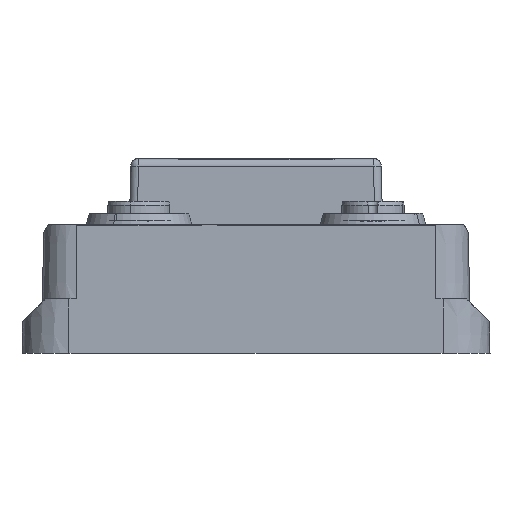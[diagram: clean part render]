
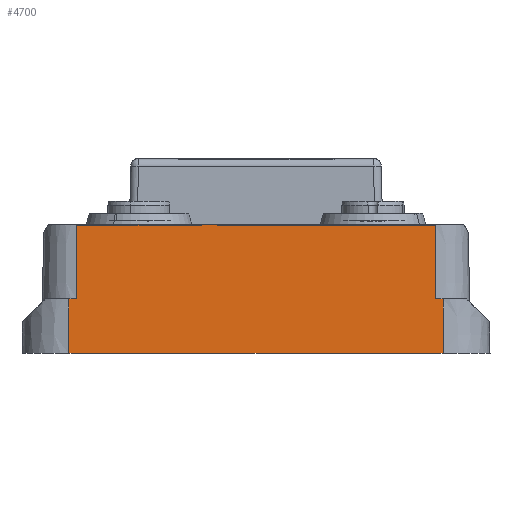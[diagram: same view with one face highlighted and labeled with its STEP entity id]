
A CAD part, front view. The second image highlights one B-rep face of the part: STEP entity #4700.
In plain terms, the highlighted planar face has unit normal (0, -1, 0.018).
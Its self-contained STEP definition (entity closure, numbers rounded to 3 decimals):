
#4632=AXIS2_PLACEMENT_3D('Plane Axis2P3D',#4629,#4630,#4631) ;
#1377=CARTESIAN_POINT('Vertex',(7.,0.288,16.5)) ;
#1380=CARTESIAN_POINT('Line Origine',(30.,0.288,16.5)) ;
#1384=CARTESIAN_POINT('Vertex',(53.,0.288,16.5)) ;
#4591=CARTESIAN_POINT('Line Origine',(53.,0.144,8.25)) ;
#4595=CARTESIAN_POINT('Vertex',(53.,0.122,7.)) ;
#4629=CARTESIAN_POINT('Axis2P3D Location',(60.,0.,0.)) ;
#4634=CARTESIAN_POINT('Line Origine',(30.,0.,0.)) ;
#4638=CARTESIAN_POINT('Vertex',(54.,0.,0.)) ;
#4640=CARTESIAN_POINT('Vertex',(53.,0.,0.)) ;
#4643=CARTESIAN_POINT('Line Origine',(54.,0.061,3.5)) ;
#4647=CARTESIAN_POINT('Vertex',(54.,0.122,7.)) ;
#4650=CARTESIAN_POINT('Line Origine',(30.,0.122,7.)) ;
#4655=CARTESIAN_POINT('Line Origine',(7.,0.061,3.5)) ;
#4659=CARTESIAN_POINT('Vertex',(7.,0.122,7.)) ;
#4662=CARTESIAN_POINT('Line Origine',(30.,0.122,7.)) ;
#4666=CARTESIAN_POINT('Vertex',(6.,0.122,7.)) ;
#4669=CARTESIAN_POINT('Line Origine',(6.,0.061,3.5)) ;
#4673=CARTESIAN_POINT('Vertex',(6.,0.,0.)) ;
#4676=CARTESIAN_POINT('Line Origine',(30.,0.,0.)) ;
#4680=CARTESIAN_POINT('Vertex',(7.,0.,0.)) ;
#4683=CARTESIAN_POINT('Line Origine',(30.,0.,0.)) ;
#1381=DIRECTION('Vector Direction',(1.,0.,0.)) ;
#4592=DIRECTION('Vector Direction',(0.,-0.017,-1.)) ;
#4630=DIRECTION('Axis2P3D Direction',(0.,-1.,0.017)) ;
#4631=DIRECTION('Axis2P3D XDirection',(-1.,0.,0.)) ;
#4635=DIRECTION('Vector Direction',(-1.,0.,0.)) ;
#4644=DIRECTION('Vector Direction',(0.,-0.017,-1.)) ;
#4651=DIRECTION('Vector Direction',(-1.,0.,0.)) ;
#4656=DIRECTION('Vector Direction',(0.,-0.017,-1.)) ;
#4663=DIRECTION('Vector Direction',(-1.,0.,0.)) ;
#4670=DIRECTION('Vector Direction',(0.,-0.017,-1.)) ;
#4677=DIRECTION('Vector Direction',(-1.,0.,0.)) ;
#4684=DIRECTION('Vector Direction',(-1.,0.,0.)) ;
#1382=VECTOR('Line Direction',#1381,1.) ;
#4593=VECTOR('Line Direction',#4592,1.) ;
#4636=VECTOR('Line Direction',#4635,1.) ;
#4645=VECTOR('Line Direction',#4644,1.) ;
#4652=VECTOR('Line Direction',#4651,1.) ;
#4657=VECTOR('Line Direction',#4656,1.) ;
#4664=VECTOR('Line Direction',#4663,1.) ;
#4671=VECTOR('Line Direction',#4670,1.) ;
#4678=VECTOR('Line Direction',#4677,1.) ;
#4685=VECTOR('Line Direction',#4684,1.) ;
#4689=ORIENTED_EDGE('',*,*,#4642,.F.) ;
#4690=ORIENTED_EDGE('',*,*,#4649,.T.) ;
#4691=ORIENTED_EDGE('',*,*,#4654,.F.) ;
#4692=ORIENTED_EDGE('',*,*,#4597,.T.) ;
#4693=ORIENTED_EDGE('',*,*,#1386,.F.) ;
#4694=ORIENTED_EDGE('',*,*,#4661,.F.) ;
#4695=ORIENTED_EDGE('',*,*,#4668,.F.) ;
#4696=ORIENTED_EDGE('',*,*,#4675,.F.) ;
#4697=ORIENTED_EDGE('',*,*,#4682,.F.) ;
#4698=ORIENTED_EDGE('',*,*,#4687,.F.) ;
#4700=ADVANCED_FACE('Hauptk\X2\00F6\X0\rper',(#4699),#4633,.T.) ;
#1386=EDGE_CURVE('',#1378,#1385,#1383,.T.) ;
#4597=EDGE_CURVE('',#4596,#1385,#4594,.F.) ;
#4642=EDGE_CURVE('',#4639,#4641,#4637,.T.) ;
#4649=EDGE_CURVE('',#4639,#4648,#4646,.F.) ;
#4654=EDGE_CURVE('',#4596,#4648,#4653,.F.) ;
#4661=EDGE_CURVE('',#4660,#1378,#4658,.F.) ;
#4668=EDGE_CURVE('',#4667,#4660,#4665,.F.) ;
#4675=EDGE_CURVE('',#4674,#4667,#4672,.F.) ;
#4682=EDGE_CURVE('',#4681,#4674,#4679,.T.) ;
#4687=EDGE_CURVE('',#4641,#4681,#4686,.T.) ;
#4688=EDGE_LOOP('',(#4689,#4690,#4691,#4692,#4693,#4694,#4695,#4696,#4697,#4698)) ;
#4699=FACE_OUTER_BOUND('',#4688,.T.) ;
#1383=LINE('Line',#1380,#1382) ;
#4594=LINE('Line',#4591,#4593) ;
#4637=LINE('Line',#4634,#4636) ;
#4646=LINE('Line',#4643,#4645) ;
#4653=LINE('Line',#4650,#4652) ;
#4658=LINE('Line',#4655,#4657) ;
#4665=LINE('Line',#4662,#4664) ;
#4672=LINE('Line',#4669,#4671) ;
#4679=LINE('Line',#4676,#4678) ;
#4686=LINE('Line',#4683,#4685) ;
#4633=PLANE('',#4632) ;
#1378=VERTEX_POINT('',#1377) ;
#1385=VERTEX_POINT('',#1384) ;
#4596=VERTEX_POINT('',#4595) ;
#4639=VERTEX_POINT('',#4638) ;
#4641=VERTEX_POINT('',#4640) ;
#4648=VERTEX_POINT('',#4647) ;
#4660=VERTEX_POINT('',#4659) ;
#4667=VERTEX_POINT('',#4666) ;
#4674=VERTEX_POINT('',#4673) ;
#4681=VERTEX_POINT('',#4680) ;
